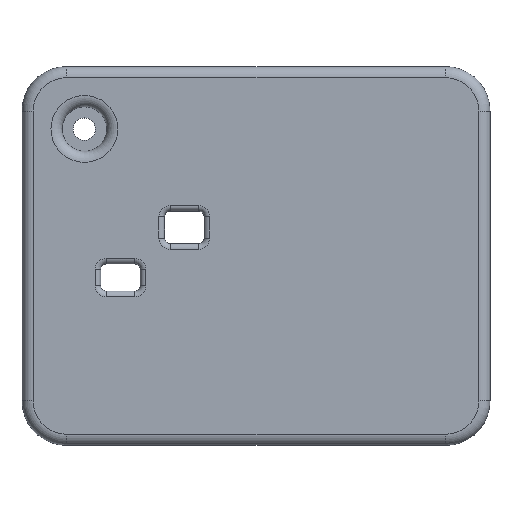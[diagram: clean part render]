
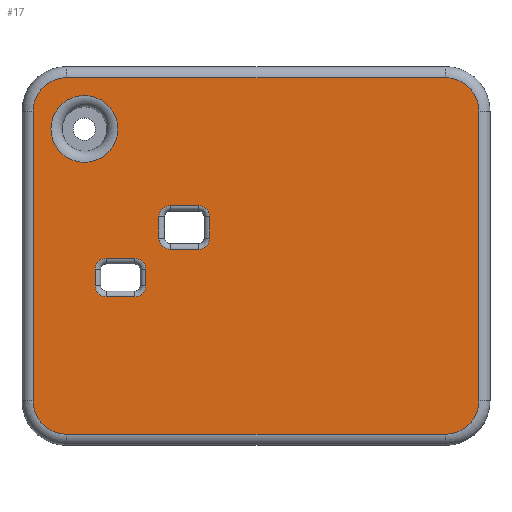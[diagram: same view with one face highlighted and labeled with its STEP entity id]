
A CAD part, top view. The second image highlights one B-rep face of the part: STEP entity #17.
In plain terms, the highlighted planar face has unit normal (0, 0, 1).
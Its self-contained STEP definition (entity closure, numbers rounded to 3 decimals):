
#17 = ADVANCED_FACE('',(#18,#88,#158,#169),#239,.T.);
#18 = FACE_BOUND('',#19,.T.);
#19 = EDGE_LOOP('',(#20,#30,#39,#47,#56,#64,#73,#81));
#20 = ORIENTED_EDGE('',*,*,#21,.F.);
#21 = EDGE_CURVE('',#22,#24,#26,.T.);
#22 = VERTEX_POINT('',#23);
#23 = CARTESIAN_POINT('',(-5.163,4.518,53.9));
#24 = VERTEX_POINT('',#25);
#25 = CARTESIAN_POINT('',(-7.711,4.518,53.9));
#26 = LINE('',#27,#28);
#27 = CARTESIAN_POINT('',(-4.663,4.518,53.9));
#28 = VECTOR('',#29,1.);
#29 = DIRECTION('',(-1.,0.,0.));
#30 = ORIENTED_EDGE('',*,*,#31,.F.);
#31 = EDGE_CURVE('',#32,#22,#34,.T.);
#32 = VERTEX_POINT('',#33);
#33 = CARTESIAN_POINT('',(-4.163,3.518,53.9));
#34 = CIRCLE('',#35,1.);
#35 = AXIS2_PLACEMENT_3D('',#36,#37,#38);
#36 = CARTESIAN_POINT('',(-5.163,3.518,53.9));
#37 = DIRECTION('',(0.,0.,1.));
#38 = DIRECTION('',(1.,0.,-0.));
#39 = ORIENTED_EDGE('',*,*,#40,.F.);
#40 = EDGE_CURVE('',#41,#32,#43,.T.);
#41 = VERTEX_POINT('',#42);
#42 = CARTESIAN_POINT('',(-4.163,1.601,53.9));
#43 = LINE('',#44,#45);
#44 = CARTESIAN_POINT('',(-4.163,1.101,53.9));
#45 = VECTOR('',#46,1.);
#46 = DIRECTION('',(0.,1.,0.));
#47 = ORIENTED_EDGE('',*,*,#48,.F.);
#48 = EDGE_CURVE('',#49,#41,#51,.T.);
#49 = VERTEX_POINT('',#50);
#50 = CARTESIAN_POINT('',(-5.163,0.601,53.9));
#51 = CIRCLE('',#52,1.);
#52 = AXIS2_PLACEMENT_3D('',#53,#54,#55);
#53 = CARTESIAN_POINT('',(-5.163,1.601,53.9));
#54 = DIRECTION('',(0.,0.,1.));
#55 = DIRECTION('',(0.,-1.,0.));
#56 = ORIENTED_EDGE('',*,*,#57,.F.);
#57 = EDGE_CURVE('',#58,#49,#60,.T.);
#58 = VERTEX_POINT('',#59);
#59 = CARTESIAN_POINT('',(-7.711,0.601,53.9));
#60 = LINE('',#61,#62);
#61 = CARTESIAN_POINT('',(-8.211,0.601,53.9));
#62 = VECTOR('',#63,1.);
#63 = DIRECTION('',(1.,0.,0.));
#64 = ORIENTED_EDGE('',*,*,#65,.T.);
#65 = EDGE_CURVE('',#58,#66,#68,.T.);
#66 = VERTEX_POINT('',#67);
#67 = CARTESIAN_POINT('',(-8.711,1.601,53.9));
#68 = CIRCLE('',#69,1.);
#69 = AXIS2_PLACEMENT_3D('',#70,#71,#72);
#70 = CARTESIAN_POINT('',(-7.711,1.601,53.9));
#71 = DIRECTION('',(-0.,-0.,-1.));
#72 = DIRECTION('',(0.,-1.,0.));
#73 = ORIENTED_EDGE('',*,*,#74,.F.);
#74 = EDGE_CURVE('',#75,#66,#77,.T.);
#75 = VERTEX_POINT('',#76);
#76 = CARTESIAN_POINT('',(-8.711,3.518,53.9));
#77 = LINE('',#78,#79);
#78 = CARTESIAN_POINT('',(-8.711,4.018,53.9));
#79 = VECTOR('',#80,1.);
#80 = DIRECTION('',(0.,-1.,0.));
#81 = ORIENTED_EDGE('',*,*,#82,.T.);
#82 = EDGE_CURVE('',#75,#24,#83,.T.);
#83 = CIRCLE('',#84,1.);
#84 = AXIS2_PLACEMENT_3D('',#85,#86,#87);
#85 = CARTESIAN_POINT('',(-7.711,3.518,53.9));
#86 = DIRECTION('',(-0.,0.,-1.));
#87 = DIRECTION('',(-1.,0.,0.));
#88 = FACE_BOUND('',#89,.T.);
#89 = EDGE_LOOP('',(#90,#100,#109,#117,#126,#134,#143,#151));
#90 = ORIENTED_EDGE('',*,*,#91,.T.);
#91 = EDGE_CURVE('',#92,#94,#96,.T.);
#92 = VERTEX_POINT('',#93);
#93 = CARTESIAN_POINT('',(-20.,13.,53.9));
#94 = VERTEX_POINT('',#95);
#95 = CARTESIAN_POINT('',(-20.,-13.,53.9));
#96 = LINE('',#97,#98);
#97 = CARTESIAN_POINT('',(-20.,13.,53.9));
#98 = VECTOR('',#99,1.);
#99 = DIRECTION('',(0.,-1.,0.));
#100 = ORIENTED_EDGE('',*,*,#101,.T.);
#101 = EDGE_CURVE('',#94,#102,#104,.T.);
#102 = VERTEX_POINT('',#103);
#103 = CARTESIAN_POINT('',(-17.,-16.,53.9));
#104 = CIRCLE('',#105,3.);
#105 = AXIS2_PLACEMENT_3D('',#106,#107,#108);
#106 = CARTESIAN_POINT('',(-17.,-13.,53.9));
#107 = DIRECTION('',(0.,0.,1.));
#108 = DIRECTION('',(-1.,0.,0.));
#109 = ORIENTED_EDGE('',*,*,#110,.T.);
#110 = EDGE_CURVE('',#102,#111,#113,.T.);
#111 = VERTEX_POINT('',#112);
#112 = CARTESIAN_POINT('',(17.,-16.,53.9));
#113 = LINE('',#114,#115);
#114 = CARTESIAN_POINT('',(-17.,-16.,53.9));
#115 = VECTOR('',#116,1.);
#116 = DIRECTION('',(1.,0.,0.));
#117 = ORIENTED_EDGE('',*,*,#118,.T.);
#118 = EDGE_CURVE('',#111,#119,#121,.T.);
#119 = VERTEX_POINT('',#120);
#120 = CARTESIAN_POINT('',(20.,-13.,53.9));
#121 = CIRCLE('',#122,3.);
#122 = AXIS2_PLACEMENT_3D('',#123,#124,#125);
#123 = CARTESIAN_POINT('',(17.,-13.,53.9));
#124 = DIRECTION('',(-0.,0.,1.));
#125 = DIRECTION('',(0.,-1.,0.));
#126 = ORIENTED_EDGE('',*,*,#127,.T.);
#127 = EDGE_CURVE('',#119,#128,#130,.T.);
#128 = VERTEX_POINT('',#129);
#129 = CARTESIAN_POINT('',(20.,13.,53.9));
#130 = LINE('',#131,#132);
#131 = CARTESIAN_POINT('',(20.,-13.,53.9));
#132 = VECTOR('',#133,1.);
#133 = DIRECTION('',(0.,1.,0.));
#134 = ORIENTED_EDGE('',*,*,#135,.T.);
#135 = EDGE_CURVE('',#128,#136,#138,.T.);
#136 = VERTEX_POINT('',#137);
#137 = CARTESIAN_POINT('',(17.,16.,53.9));
#138 = CIRCLE('',#139,3.);
#139 = AXIS2_PLACEMENT_3D('',#140,#141,#142);
#140 = CARTESIAN_POINT('',(17.,13.,53.9));
#141 = DIRECTION('',(0.,0.,1.));
#142 = DIRECTION('',(1.,0.,0.));
#143 = ORIENTED_EDGE('',*,*,#144,.T.);
#144 = EDGE_CURVE('',#136,#145,#147,.T.);
#145 = VERTEX_POINT('',#146);
#146 = CARTESIAN_POINT('',(-17.,16.,53.9));
#147 = LINE('',#148,#149);
#148 = CARTESIAN_POINT('',(17.,16.,53.9));
#149 = VECTOR('',#150,1.);
#150 = DIRECTION('',(-1.,0.,0.));
#151 = ORIENTED_EDGE('',*,*,#152,.T.);
#152 = EDGE_CURVE('',#145,#92,#153,.T.);
#153 = CIRCLE('',#154,3.);
#154 = AXIS2_PLACEMENT_3D('',#155,#156,#157);
#155 = CARTESIAN_POINT('',(-17.,13.,53.9));
#156 = DIRECTION('',(0.,-0.,1.));
#157 = DIRECTION('',(0.,1.,0.));
#158 = FACE_BOUND('',#159,.T.);
#159 = EDGE_LOOP('',(#160));
#160 = ORIENTED_EDGE('',*,*,#161,.F.);
#161 = EDGE_CURVE('',#162,#162,#164,.T.);
#162 = VERTEX_POINT('',#163);
#163 = CARTESIAN_POINT('',(-12.4,11.4,53.9));
#164 = CIRCLE('',#165,3.);
#165 = AXIS2_PLACEMENT_3D('',#166,#167,#168);
#166 = CARTESIAN_POINT('',(-15.4,11.4,53.9));
#167 = DIRECTION('',(0.,0.,1.));
#168 = DIRECTION('',(1.,0.,0.));
#169 = FACE_BOUND('',#170,.T.);
#170 = EDGE_LOOP('',(#171,#181,#190,#198,#207,#215,#224,#232));
#171 = ORIENTED_EDGE('',*,*,#172,.F.);
#172 = EDGE_CURVE('',#173,#175,#177,.T.);
#173 = VERTEX_POINT('',#174);
#174 = CARTESIAN_POINT('',(-10.892,-0.213,53.9));
#175 = VERTEX_POINT('',#176);
#176 = CARTESIAN_POINT('',(-13.44,-0.213,53.9));
#177 = LINE('',#178,#179);
#178 = CARTESIAN_POINT('',(-10.392,-0.213,53.9));
#179 = VECTOR('',#180,1.);
#180 = DIRECTION('',(-1.,0.,0.));
#181 = ORIENTED_EDGE('',*,*,#182,.F.);
#182 = EDGE_CURVE('',#183,#173,#185,.T.);
#183 = VERTEX_POINT('',#184);
#184 = CARTESIAN_POINT('',(-9.892,-1.213,53.9));
#185 = CIRCLE('',#186,1.);
#186 = AXIS2_PLACEMENT_3D('',#187,#188,#189);
#187 = CARTESIAN_POINT('',(-10.892,-1.213,53.9));
#188 = DIRECTION('',(0.,0.,1.));
#189 = DIRECTION('',(1.,0.,-0.));
#190 = ORIENTED_EDGE('',*,*,#191,.F.);
#191 = EDGE_CURVE('',#192,#183,#194,.T.);
#192 = VERTEX_POINT('',#193);
#193 = CARTESIAN_POINT('',(-9.892,-2.657,53.9));
#194 = LINE('',#195,#196);
#195 = CARTESIAN_POINT('',(-9.892,-3.157,53.9));
#196 = VECTOR('',#197,1.);
#197 = DIRECTION('',(0.,1.,0.));
#198 = ORIENTED_EDGE('',*,*,#199,.F.);
#199 = EDGE_CURVE('',#200,#192,#202,.T.);
#200 = VERTEX_POINT('',#201);
#201 = CARTESIAN_POINT('',(-10.892,-3.657,53.9));
#202 = CIRCLE('',#203,1.);
#203 = AXIS2_PLACEMENT_3D('',#204,#205,#206);
#204 = CARTESIAN_POINT('',(-10.892,-2.657,53.9));
#205 = DIRECTION('',(0.,0.,1.));
#206 = DIRECTION('',(0.,-1.,0.));
#207 = ORIENTED_EDGE('',*,*,#208,.F.);
#208 = EDGE_CURVE('',#209,#200,#211,.T.);
#209 = VERTEX_POINT('',#210);
#210 = CARTESIAN_POINT('',(-13.44,-3.657,53.9));
#211 = LINE('',#212,#213);
#212 = CARTESIAN_POINT('',(-13.94,-3.657,53.9));
#213 = VECTOR('',#214,1.);
#214 = DIRECTION('',(1.,0.,0.));
#215 = ORIENTED_EDGE('',*,*,#216,.F.);
#216 = EDGE_CURVE('',#217,#209,#219,.T.);
#217 = VERTEX_POINT('',#218);
#218 = CARTESIAN_POINT('',(-14.44,-2.657,53.9));
#219 = CIRCLE('',#220,1.);
#220 = AXIS2_PLACEMENT_3D('',#221,#222,#223);
#221 = CARTESIAN_POINT('',(-13.44,-2.657,53.9));
#222 = DIRECTION('',(0.,0.,1.));
#223 = DIRECTION('',(-1.,0.,0.));
#224 = ORIENTED_EDGE('',*,*,#225,.F.);
#225 = EDGE_CURVE('',#226,#217,#228,.T.);
#226 = VERTEX_POINT('',#227);
#227 = CARTESIAN_POINT('',(-14.44,-1.213,53.9));
#228 = LINE('',#229,#230);
#229 = CARTESIAN_POINT('',(-14.44,-0.713,53.9));
#230 = VECTOR('',#231,1.);
#231 = DIRECTION('',(0.,-1.,0.));
#232 = ORIENTED_EDGE('',*,*,#233,.T.);
#233 = EDGE_CURVE('',#226,#175,#234,.T.);
#234 = CIRCLE('',#235,1.);
#235 = AXIS2_PLACEMENT_3D('',#236,#237,#238);
#236 = CARTESIAN_POINT('',(-13.44,-1.213,53.9));
#237 = DIRECTION('',(-0.,0.,-1.));
#238 = DIRECTION('',(-1.,0.,0.));
#239 = PLANE('',#240);
#240 = AXIS2_PLACEMENT_3D('',#241,#242,#243);
#241 = CARTESIAN_POINT('',(0.,0.,53.9)
  );
#242 = DIRECTION('',(0.,0.,1.));
#243 = DIRECTION('',(1.,0.,0.));
